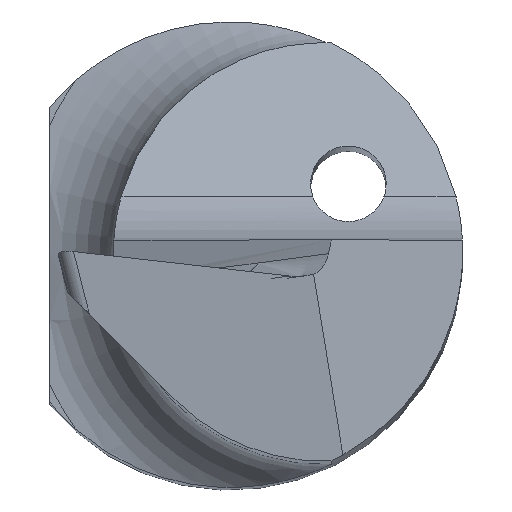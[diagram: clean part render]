
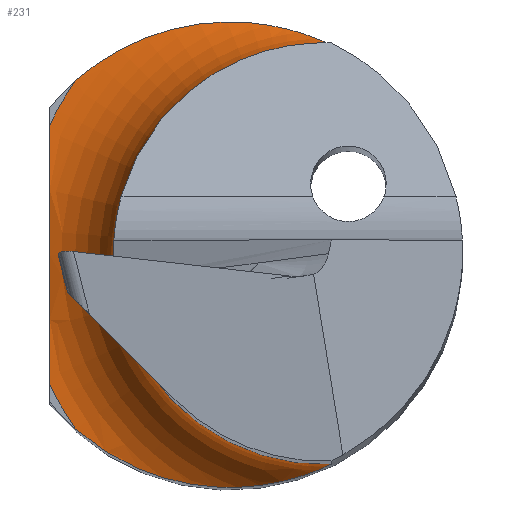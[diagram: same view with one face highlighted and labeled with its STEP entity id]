
A CAD part, top view. The second image highlights one B-rep face of the part: STEP entity #231.
In plain terms, the highlighted toroidal (fillet/blend) face has major radius 2.601 mm and minor radius 0.8 mm.
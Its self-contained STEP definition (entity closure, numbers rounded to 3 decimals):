
#2 = CARTESIAN_POINT ( 'NONE',  ( -1.55, 0.927, 13.751 ) ) ;
#24 = CARTESIAN_POINT ( 'NONE',  ( 0.801, 0., 14.551 ) ) ;
#50 = CARTESIAN_POINT ( 'NONE',  ( -1.55, 1.113, 13.751 ) ) ;
#61 = CARTESIAN_POINT ( 'NONE',  ( -0.97, 1.763, 13.756 ) ) ;
#65 = CARTESIAN_POINT ( 'NONE',  ( -1.55, -0.186, 13.791 ) ) ;
#85 = CARTESIAN_POINT ( 'NONE',  ( 0.293, -1.988, 13.963 ) ) ;
#88 = DIRECTION ( 'NONE',  ( 1., 0., 0. ) ) ;
#96 = ORIENTED_EDGE ( 'NONE', *, *, #697, .T. ) ;
#98 = CARTESIAN_POINT ( 'NONE',  ( 0.872, 1.8, 14.551 ) ) ;
#100 = EDGE_CURVE ( 'NONE', #679, #831, #728, .T. ) ;
#122 = CARTESIAN_POINT ( 'NONE',  ( 0.081, 2.001, 13.907 ) ) ;
#143 = FACE_OUTER_BOUND ( 'NONE', #265, .T. ) ;
#153 = DIRECTION ( 'NONE',  ( 0., 0., -1. ) ) ;
#166 = ORIENTED_EDGE ( 'NONE', *, *, #649, .T. ) ;
#201 = CARTESIAN_POINT ( 'NONE',  ( -1.55, 0.742, 13.763 ) ) ;
#203 = AXIS2_PLACEMENT_3D ( 'NONE', #332, #278, #490 ) ;
#221 = TOROIDAL_SURFACE ( 'NONE', #741, 2.601, 0.8 ) ;
#231 = ADVANCED_FACE ( 'NONE', ( #143 ), #221, .F. ) ;
#265 = EDGE_LOOP ( 'NONE', ( #754, #597, #743, #552, #166, #96 ) ) ;
#266 = CARTESIAN_POINT ( 'NONE',  ( -1.55, -0.742, 13.763 ) ) ;
#278 = DIRECTION ( 'NONE',  ( 0., 0., 1. ) ) ;
#284 = CARTESIAN_POINT ( 'NONE',  ( -0.564, -1.932, 13.787 ) ) ;
#291 = CARTESIAN_POINT ( 'NONE',  ( 0.816, -1.828, 14.336 ) ) ;
#315 = CARTESIAN_POINT ( 'NONE',  ( 0.672, 1.885, 14.178 ) ) ;
#330 = CARTESIAN_POINT ( 'NONE',  ( -1.55, -0.371, 13.783 ) ) ;
#332 = CARTESIAN_POINT ( 'NONE',  ( 0.801, 0., 13.751 ) ) ;
#337 = EDGE_CURVE ( 'NONE', #807, #450, #567, .T. ) ;
#348 = CARTESIAN_POINT ( 'NONE',  ( -1.326, -1.497, 13.751 ) ) ;
#360 = CARTESIAN_POINT ( 'NONE',  ( -0.974, -1.761, 13.756 ) ) ;
#364 = CARTESIAN_POINT ( 'NONE',  ( 0.872, -1.8, 14.439 ) ) ;
#373 = CARTESIAN_POINT ( 'NONE',  ( -1.16, 1.645, 13.751 ) ) ;
#386 = CARTESIAN_POINT ( 'NONE',  ( -0.24, 1.988, 13.835 ) ) ;
#397 = CARTESIAN_POINT ( 'NONE',  ( 0.582, 1.916, 14.117 ) ) ;
#405 = EDGE_CURVE ( 'NONE', #471, #807, #836, .T. ) ;
#423 = CARTESIAN_POINT ( 'NONE',  ( -1.55, -1.113, 13.751 ) ) ;
#426 = CARTESIAN_POINT ( 'NONE',  ( -1.326, 1.497, 13.751 ) ) ;
#434 = VERTEX_POINT ( 'NONE', #664 ) ;
#447 = CARTESIAN_POINT ( 'NONE',  ( 0.816, 1.828, 14.336 ) ) ;
#450 = VERTEX_POINT ( 'NONE', #50 ) ;
#471 = VERTEX_POINT ( 'NONE', #593 ) ;
#490 = DIRECTION ( 'NONE',  ( 1., 0., 0. ) ) ;
#492 = CARTESIAN_POINT ( 'NONE',  ( -1.159, -1.645, 13.751 ) ) ;
#497 = CARTESIAN_POINT ( 'NONE',  ( 0.872, -1.8, 14.551 ) ) ;
#503 = CARTESIAN_POINT ( 'NONE',  ( -0.352, -1.981, 13.812 ) ) ;
#525 = CARTESIAN_POINT ( 'NONE',  ( -1.326, 1.497, 13.751 ) ) ;
#535 = AXIS2_PLACEMENT_3D ( 'NONE', #24, #153, #725 ) ;
#536 = CARTESIAN_POINT ( 'NONE',  ( -0.349, 1.972, 13.817 ) ) ;
#542 = DIRECTION ( 'NONE',  ( 0., 0., -1. ) ) ;
#552 = ORIENTED_EDGE ( 'NONE', *, *, #100, .T. ) ;
#553 = CARTESIAN_POINT ( 'NONE',  ( -1.55, -0.927, 13.751 ) ) ;
#567 = CIRCLE ( 'NONE', #737, 2.601 ) ;
#583 = CARTESIAN_POINT ( 'NONE',  ( 0.872, 1.8, 14.439 ) ) ;
#593 = CARTESIAN_POINT ( 'NONE',  ( 0.872, 1.8, 14.551 ) ) ;
#597 = ORIENTED_EDGE ( 'NONE', *, *, #337, .T. ) ;
#605 = CARTESIAN_POINT ( 'NONE',  ( -0.562, 1.923, 13.789 ) ) ;
#608 = CARTESIAN_POINT ( 'NONE',  ( -1.55, 0.371, 13.783 ) ) ;
#611 = CARTESIAN_POINT ( 'NONE',  ( -0.026, 2.003, 13.88 ) ) ;
#618 = B_SPLINE_CURVE_WITH_KNOTS ( 'NONE', 3,
 ( #620, #2, #201, #608, #689, #65, #330, #266, #553, #423 ),
 .UNSPECIFIED., .F., .F.,
 ( 4, 2, 2, 2, 4 ),
 ( 0., 0.001, 0.001, 0.002, 0.002 ),
 .UNSPECIFIED. ) ;
#620 = CARTESIAN_POINT ( 'NONE',  ( -1.55, 1.113, 13.751 ) ) ;
#642 = EDGE_CURVE ( 'NONE', #450, #679, #618, .T. ) ;
#649 = EDGE_CURVE ( 'NONE', #831, #434, #693, .T. ) ;
#655 = CARTESIAN_POINT ( 'NONE',  ( 0.581, -1.916, 14.117 ) ) ;
#664 = CARTESIAN_POINT ( 'NONE',  ( 0.872, -1.8, 14.551 ) ) ;
#679 = VERTEX_POINT ( 'NONE', #840 ) ;
#689 = CARTESIAN_POINT ( 'NONE',  ( -1.55, 0.185, 13.791 ) ) ;
#693 = B_SPLINE_CURVE_WITH_KNOTS ( 'NONE', 3,
 ( #348, #492, #360, #284, #503, #785, #85, #655, #719, #291, #364, #497 ),
 .UNSPECIFIED., .F., .F.,
 ( 4, 2, 2, 2, 2, 4 ),
 ( 0., 0.001, 0.001, 0.002, 0.002, 0.003 ),
 .UNSPECIFIED. ) ;
#696 = DIRECTION ( 'NONE',  ( 1., 0., 0. ) ) ;
#697 = EDGE_CURVE ( 'NONE', #434, #471, #870, .T. ) ;
#708 = CARTESIAN_POINT ( 'NONE',  ( 0.801, 0., 14.551 ) ) ;
#719 = CARTESIAN_POINT ( 'NONE',  ( 0.671, -1.886, 14.178 ) ) ;
#721 = DIRECTION ( 'NONE',  ( 0., 0., 1. ) ) ;
#725 = DIRECTION ( 'NONE',  ( 1., 0., 0. ) ) ;
#728 = CIRCLE ( 'NONE', #203, 2.601 ) ;
#737 = AXIS2_PLACEMENT_3D ( 'NONE', #790, #721, #88 ) ;
#741 = AXIS2_PLACEMENT_3D ( 'NONE', #708, #542, #696 ) ;
#743 = ORIENTED_EDGE ( 'NONE', *, *, #642, .T. ) ;
#745 = CARTESIAN_POINT ( 'NONE',  ( -0.666, 1.889, 13.779 ) ) ;
#754 = ORIENTED_EDGE ( 'NONE', *, *, #405, .T. ) ;
#785 = CARTESIAN_POINT ( 'NONE',  ( 0.083, -2.01, 13.902 ) ) ;
#790 = CARTESIAN_POINT ( 'NONE',  ( 0.801, 0., 13.751 ) ) ;
#807 = VERTEX_POINT ( 'NONE', #426 ) ;
#809 = CARTESIAN_POINT ( 'NONE',  ( 0.29, 1.982, 13.975 ) ) ;
#831 = VERTEX_POINT ( 'NONE', #853 ) ;
#836 = B_SPLINE_CURVE_WITH_KNOTS ( 'NONE', 3,
 ( #98, #583, #447, #315, #397, #854, #809, #122, #611, #386, #536, #605, #745, #61, #373, #525 ),
 .UNSPECIFIED., .F., .F.,
 ( 4, 2, 2, 2, 2, 2, 2, 4 ),
 ( 0., 0., 0.001, 0.001, 0.001, 0.002, 0.002, 0.003 ),
 .UNSPECIFIED. ) ;
#840 = CARTESIAN_POINT ( 'NONE',  ( -1.55, -1.113, 13.751 ) ) ;
#853 = CARTESIAN_POINT ( 'NONE',  ( -1.326, -1.497, 13.751 ) ) ;
#854 = CARTESIAN_POINT ( 'NONE',  ( 0.392, 1.964, 14.016 ) ) ;
#870 = CIRCLE ( 'NONE', #535, 1.801 ) ;
